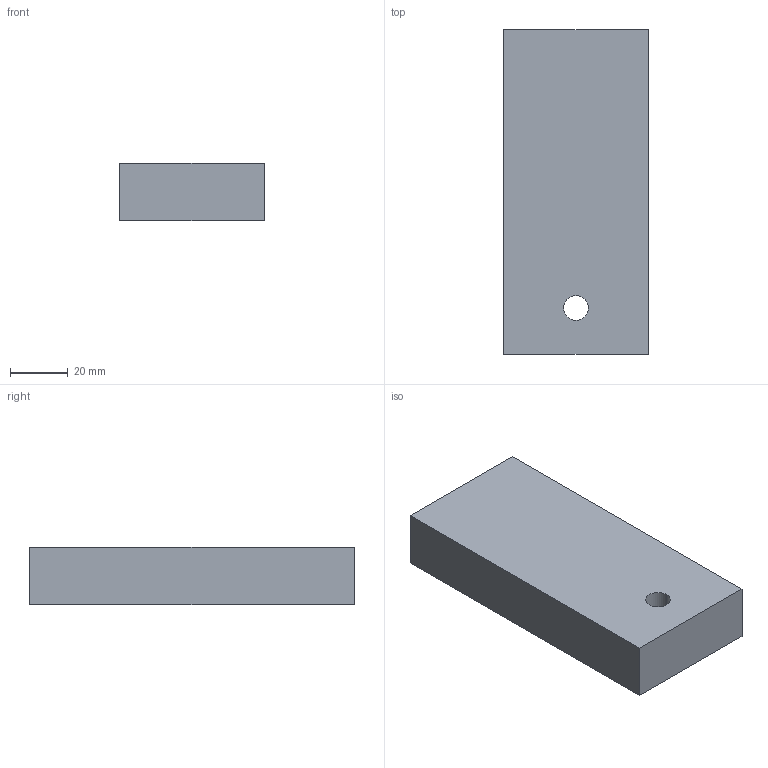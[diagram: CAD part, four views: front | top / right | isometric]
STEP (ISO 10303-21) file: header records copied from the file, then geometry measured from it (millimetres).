
FILE_DESCRIPTION (( 'STEP AP214' ), '1' );
FILE_NAME ('Support roue dentée.STEP', '2022-01-18T10:00:46', ( '' ), ( '' ), 'SwSTEP 2.0', 'SolidWorks 2014', '' );
FILE_SCHEMA (( 'AUTOMOTIVE_DESIGN' ));
Length unit declared in the file: millimetre
Products named in the file (1): Support roue dentée
Bounding box: 50 x 112 x 20 mm (x, y, z)
Volume: 108689.7 mm3; surface area: 19237.9 mm2
Topology: 1 solids, 1 shells, 18 faces, 40 edges, 25 vertices
Faces by surface type: cylinder 8, plane 8, cone 2
Entity records: 550 total; most frequent: DIRECTION 92, CARTESIAN_POINT 82, ORIENTED_EDGE 76, EDGE_CURVE 38, AXIS2_PLACEMENT_3D 35, VERTEX_POINT 25, EDGE_LOOP 23, LINE 22
